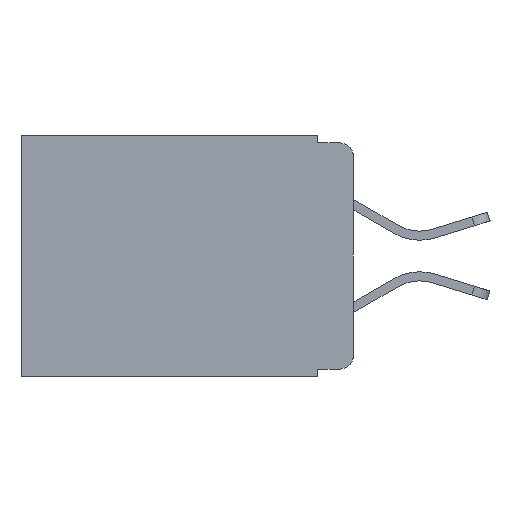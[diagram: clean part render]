
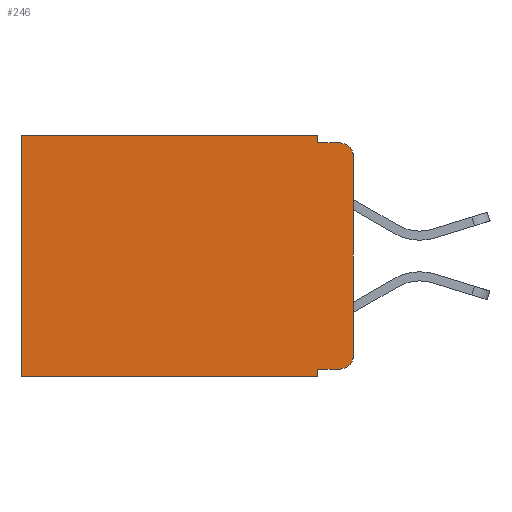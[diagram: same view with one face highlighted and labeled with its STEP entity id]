
A CAD part, left-side view. The second image highlights one B-rep face of the part: STEP entity #246.
In plain terms, the highlighted planar face has unit normal (-1, 0, 0).
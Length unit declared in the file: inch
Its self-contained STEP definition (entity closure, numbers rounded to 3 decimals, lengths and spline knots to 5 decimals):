
#38 = LINE ( 'NONE', #7505, #19124 ) ;
#246 = ADVANCED_FACE ( 'NONE', ( #2040 ), #4634, .F. ) ;
#314 = VECTOR ( 'NONE', #13441, 39.37008 ) ;
#1306 = DIRECTION ( 'NONE',  ( 0., 0., -1. ) ) ;
#1538 = VECTOR ( 'NONE', #13688, 39.37008 ) ;
#1871 = ORIENTED_EDGE ( 'NONE', *, *, #12804, .F. ) ;
#1880 = VECTOR ( 'NONE', #12416, 39.37008 ) ;
#1959 = DIRECTION ( 'NONE',  ( 0., -1., 0. ) ) ;
#1962 = CIRCLE ( 'NONE', #2135, 0.02 ) ;
#2040 = FACE_OUTER_BOUND ( 'NONE', #3832, .T. ) ;
#2135 = AXIS2_PLACEMENT_3D ( 'NONE', #9836, #22537, #11712 ) ;
#2722 = VERTEX_POINT ( 'NONE', #6390 ) ;
#2749 = ORIENTED_EDGE ( 'NONE', *, *, #17687, .T. ) ;
#2802 = DIRECTION ( 'NONE',  ( 0., 0., -1. ) ) ;
#3139 = CARTESIAN_POINT ( 'NONE',  ( 0.298, 0., 0. ) ) ;
#3832 = EDGE_LOOP ( 'NONE', ( #13495, #15786, #10324, #16928, #12085, #5260, #20559, #1871, #16533, #2749 ) ) ;
#3930 = CARTESIAN_POINT ( 'NONE',  ( 0.298, 0., 0. ) ) ;
#4078 = EDGE_CURVE ( 'NONE', #20787, #22338, #16880, .T. ) ;
#4414 = VERTEX_POINT ( 'NONE', #21902 ) ;
#4634 = PLANE ( 'NONE',  #19952 ) ;
#5174 = AXIS2_PLACEMENT_3D ( 'NONE', #11140, #22082, #12993 ) ;
#5260 = ORIENTED_EDGE ( 'NONE', *, *, #10318, .T. ) ;
#5820 = CARTESIAN_POINT ( 'NONE',  ( 0.298, 0., 0. ) ) ;
#5966 = LINE ( 'NONE', #3930, #15230 ) ;
#6390 = CARTESIAN_POINT ( 'NONE',  ( 0.298, 0., -0.03 ) ) ;
#6481 = VERTEX_POINT ( 'NONE', #12089 ) ;
#6635 = LINE ( 'NONE', #10585, #20666 ) ;
#7425 = LINE ( 'NONE', #3139, #1880 ) ;
#7505 = CARTESIAN_POINT ( 'NONE',  ( 0.298, 0.051, -0.333 ) ) ;
#7825 = EDGE_CURVE ( 'NONE', #9759, #20787, #18664, .T. ) ;
#8159 = VERTEX_POINT ( 'NONE', #12886 ) ;
#8816 = CARTESIAN_POINT ( 'NONE',  ( 0.298, 0.051, -0.01 ) ) ;
#8922 = VECTOR ( 'NONE', #19152, 39.37008 ) ;
#9759 = VERTEX_POINT ( 'NONE', #11463 ) ;
#9836 = CARTESIAN_POINT ( 'NONE',  ( 0.298, 0.02, -0.03 ) ) ;
#10318 = EDGE_CURVE ( 'NONE', #8159, #17418, #15152, .T. ) ;
#10324 = ORIENTED_EDGE ( 'NONE', *, *, #4078, .F. ) ;
#10451 = EDGE_CURVE ( 'NONE', #11098, #17418, #17111, .T. ) ;
#10585 = CARTESIAN_POINT ( 'NONE',  ( 0.298, 0.051, 0. ) ) ;
#11098 = VERTEX_POINT ( 'NONE', #13803 ) ;
#11140 = CARTESIAN_POINT ( 'NONE',  ( 0.298, 0.02, -0.313 ) ) ;
#11463 = CARTESIAN_POINT ( 'NONE',  ( 0.298, 0.051, 0. ) ) ;
#11712 = DIRECTION ( 'NONE',  ( 0., 0., -1. ) ) ;
#12085 = ORIENTED_EDGE ( 'NONE', *, *, #18428, .T. ) ;
#12089 = CARTESIAN_POINT ( 'NONE',  ( 0.298, 0., -0.313 ) ) ;
#12416 = DIRECTION ( 'NONE',  ( 0., 0., -1. ) ) ;
#12804 = EDGE_CURVE ( 'NONE', #14209, #11098, #6635, .T. ) ;
#12886 = CARTESIAN_POINT ( 'NONE',  ( 0.298, 0.473, 0. ) ) ;
#12993 = DIRECTION ( 'NONE',  ( 0., 0., -1. ) ) ;
#13441 = DIRECTION ( 'NONE',  ( 0., 0., -1. ) ) ;
#13495 = ORIENTED_EDGE ( 'NONE', *, *, #18136, .F. ) ;
#13688 = DIRECTION ( 'NONE',  ( 0., -1., 0. ) ) ;
#13803 = CARTESIAN_POINT ( 'NONE',  ( 0.298, 0.051, -0.343 ) ) ;
#13828 = DIRECTION ( 'NONE',  ( 0., 1., 0. ) ) ;
#14209 = VERTEX_POINT ( 'NONE', #14896 ) ;
#14896 = CARTESIAN_POINT ( 'NONE',  ( 0.298, 0.051, -0.333 ) ) ;
#15152 = LINE ( 'NONE', #22435, #314 ) ;
#15230 = VECTOR ( 'NONE', #22196, 39.37008 ) ;
#15267 = CARTESIAN_POINT ( 'NONE',  ( 0.298, 0.02, -0.01 ) ) ;
#15674 = CARTESIAN_POINT ( 'NONE',  ( 0.298, 0., -0.343 ) ) ;
#15786 = ORIENTED_EDGE ( 'NONE', *, *, #22925, .T. ) ;
#15798 = CARTESIAN_POINT ( 'NONE',  ( 0.298, 0.473, -0.343 ) ) ;
#16460 = EDGE_CURVE ( 'NONE', #14209, #4414, #38, .T. ) ;
#16533 = ORIENTED_EDGE ( 'NONE', *, *, #16460, .T. ) ;
#16536 = VECTOR ( 'NONE', #13828, 39.37008 ) ;
#16880 = LINE ( 'NONE', #18636, #1538 ) ;
#16928 = ORIENTED_EDGE ( 'NONE', *, *, #7825, .F. ) ;
#17111 = LINE ( 'NONE', #15674, #16536 ) ;
#17418 = VERTEX_POINT ( 'NONE', #15798 ) ;
#17687 = EDGE_CURVE ( 'NONE', #4414, #6481, #22004, .T. ) ;
#17791 = DIRECTION ( 'NONE',  ( 1., 0., 0. ) ) ;
#18136 = EDGE_CURVE ( 'NONE', #2722, #6481, #7425, .T. ) ;
#18428 = EDGE_CURVE ( 'NONE', #9759, #8159, #5966, .T. ) ;
#18636 = CARTESIAN_POINT ( 'NONE',  ( 0.298, 0.051, -0.01 ) ) ;
#18664 = LINE ( 'NONE', #18769, #8922 ) ;
#18769 = CARTESIAN_POINT ( 'NONE',  ( 0.298, 0.051, 0. ) ) ;
#19124 = VECTOR ( 'NONE', #1959, 39.37008 ) ;
#19152 = DIRECTION ( 'NONE',  ( 0., 0., -1. ) ) ;
#19952 = AXIS2_PLACEMENT_3D ( 'NONE', #5820, #17791, #2802 ) ;
#20559 = ORIENTED_EDGE ( 'NONE', *, *, #10451, .F. ) ;
#20666 = VECTOR ( 'NONE', #1306, 39.37008 ) ;
#20787 = VERTEX_POINT ( 'NONE', #8816 ) ;
#21902 = CARTESIAN_POINT ( 'NONE',  ( 0.298, 0.02, -0.333 ) ) ;
#22004 = CIRCLE ( 'NONE', #5174, 0.02 ) ;
#22082 = DIRECTION ( 'NONE',  ( -1., 0., 0. ) ) ;
#22196 = DIRECTION ( 'NONE',  ( 0., 1., 0. ) ) ;
#22338 = VERTEX_POINT ( 'NONE', #15267 ) ;
#22435 = CARTESIAN_POINT ( 'NONE',  ( 0.298, 0.473, 0. ) ) ;
#22537 = DIRECTION ( 'NONE',  ( -1., 0., 0. ) ) ;
#22925 = EDGE_CURVE ( 'NONE', #2722, #22338, #1962, .T. ) ;
